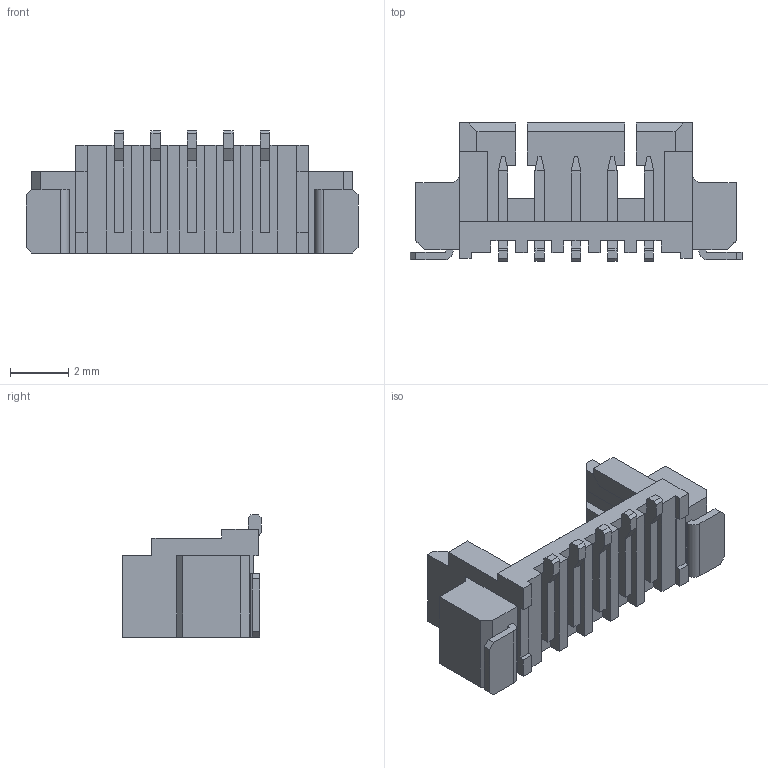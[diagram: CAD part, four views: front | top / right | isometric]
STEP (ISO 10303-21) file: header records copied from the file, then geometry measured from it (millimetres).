
FILE_DESCRIPTION((''),'2;1');
FILE_NAME('533980571','2016-08-16T',('rlalsangi'),(''),'PRO/ENGINEER BY PARAMETRIC TECHNOLOGY CORPORATION, 2012310','PRO/ENGINEER BY PARAMETRIC TECHNOLOGY CORPORATION, 2012310','');
FILE_SCHEMA(('CONFIG_CONTROL_DESIGN'));
Length unit declared in the file: millimetre
Products named in the file (1): 533980571
Bounding box: 11.4 x 4.75 x 4.2 mm (x, y, z)
Volume: 66.2 mm3; surface area: 310.3 mm2
Topology: 1 solids, 3 shells, 295 faces, 804 edges, 538 vertices
Faces by surface type: plane 287, cylinder 8
Entity records: 9050 total; most frequent: CARTESIAN_POINT 1604, ORIENTED_EDGE 1538, DIRECTION 1406, VECTOR 786, LINE 786, EDGE_CURVE 769, VERTEX_POINT 496, EDGE_LOOP 311
